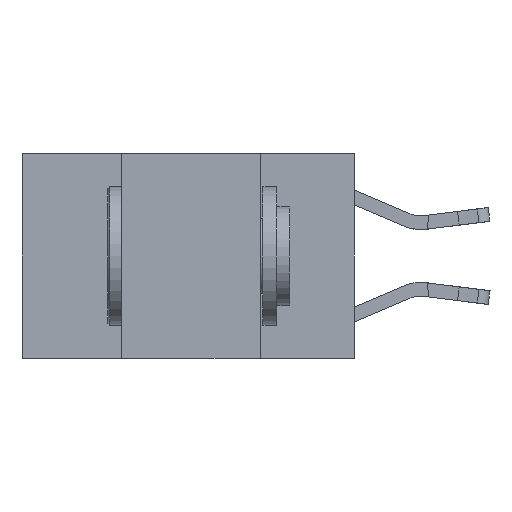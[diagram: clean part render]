
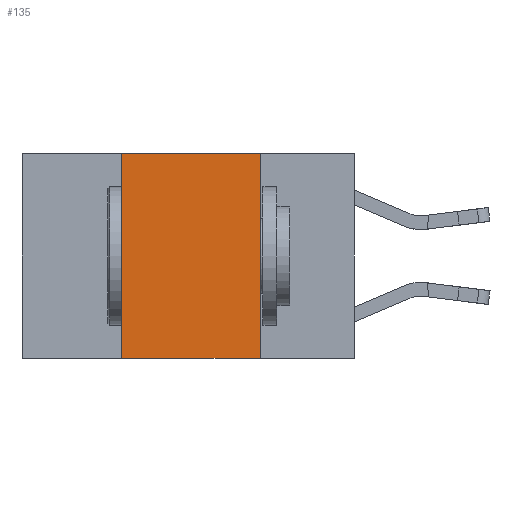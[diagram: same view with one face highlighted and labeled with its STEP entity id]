
A CAD part, left-side view. The second image highlights one B-rep face of the part: STEP entity #135.
In plain terms, the highlighted planar face has unit normal (-1, 0, 0).
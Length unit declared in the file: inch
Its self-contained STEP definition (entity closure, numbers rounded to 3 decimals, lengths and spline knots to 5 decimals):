
#135 = ADVANCED_FACE ( 'NONE', ( #22978 ), #11373, .F. ) ;
#367 = LINE ( 'NONE', #8920, #4838 ) ;
#1065 = VERTEX_POINT ( 'NONE', #5056 ) ;
#1351 = DIRECTION ( 'NONE',  ( 0., 0., 1. ) ) ;
#1656 = VERTEX_POINT ( 'NONE', #10305 ) ;
#2118 = CARTESIAN_POINT ( 'NONE',  ( 0., 0.42, -0.37 ) ) ;
#2492 = LINE ( 'NONE', #6589, #11932 ) ;
#3497 = CARTESIAN_POINT ( 'NONE',  ( 0., 0.42, 0. ) ) ;
#4832 = EDGE_CURVE ( 'NONE', #1065, #1656, #2492, .T. ) ;
#4838 = VECTOR ( 'NONE', #1351, 39.37008 ) ;
#5056 = CARTESIAN_POINT ( 'NONE',  ( 0., 0.17, 0. ) ) ;
#6580 = VERTEX_POINT ( 'NONE', #2118 ) ;
#6589 = CARTESIAN_POINT ( 'NONE',  ( 0., 0.17, 0. ) ) ;
#7276 = AXIS2_PLACEMENT_3D ( 'NONE', #23047, #22994, #22729 ) ;
#7708 = EDGE_CURVE ( 'NONE', #7854, #1065, #12777, .T. ) ;
#7808 = VECTOR ( 'NONE', #21895, 39.37008 ) ;
#7854 = VERTEX_POINT ( 'NONE', #3497 ) ;
#8500 = DIRECTION ( 'NONE',  ( 0., 0., -1. ) ) ;
#8920 = CARTESIAN_POINT ( 'NONE',  ( 0., 0.42, 0. ) ) ;
#10305 = CARTESIAN_POINT ( 'NONE',  ( 0., 0.17, -0.37 ) ) ;
#11066 = LINE ( 'NONE', #13164, #20526 ) ;
#11373 = PLANE ( 'NONE',  #7276 ) ;
#11932 = VECTOR ( 'NONE', #8500, 39.37008 ) ;
#12777 = LINE ( 'NONE', #23606, #7808 ) ;
#13164 = CARTESIAN_POINT ( 'NONE',  ( 0., 0.6, -0.37 ) ) ;
#14453 = EDGE_LOOP ( 'NONE', ( #15779, #15833, #16461, #16987 ) ) ;
#15039 = DIRECTION ( 'NONE',  ( 0., -1., 0. ) ) ;
#15779 = ORIENTED_EDGE ( 'NONE', *, *, #4832, .F. ) ;
#15833 = ORIENTED_EDGE ( 'NONE', *, *, #7708, .F. ) ;
#16461 = ORIENTED_EDGE ( 'NONE', *, *, #23608, .F. ) ;
#16987 = ORIENTED_EDGE ( 'NONE', *, *, #23107, .T. ) ;
#20526 = VECTOR ( 'NONE', #15039, 39.37008 ) ;
#21895 = DIRECTION ( 'NONE',  ( 0., -1., 0. ) ) ;
#22729 = DIRECTION ( 'NONE',  ( 0., 0., -1. ) ) ;
#22978 = FACE_OUTER_BOUND ( 'NONE', #14453, .T. ) ;
#22994 = DIRECTION ( 'NONE',  ( 1., 0., 0. ) ) ;
#23047 = CARTESIAN_POINT ( 'NONE',  ( 0., 0.6, 0. ) ) ;
#23107 = EDGE_CURVE ( 'NONE', #6580, #1656, #11066, .T. ) ;
#23606 = CARTESIAN_POINT ( 'NONE',  ( 0., 0.6, 0. ) ) ;
#23608 = EDGE_CURVE ( 'NONE', #6580, #7854, #367, .T. ) ;
